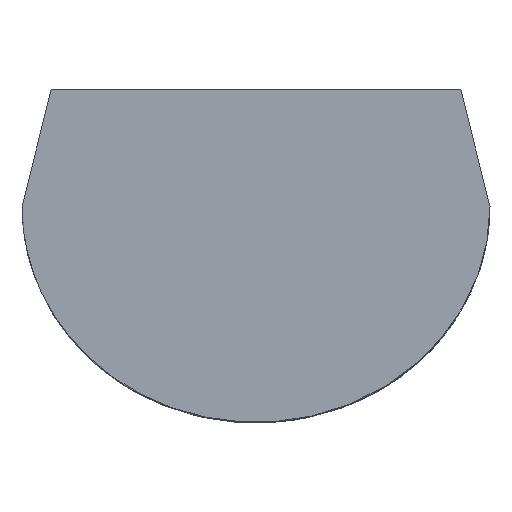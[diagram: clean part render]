
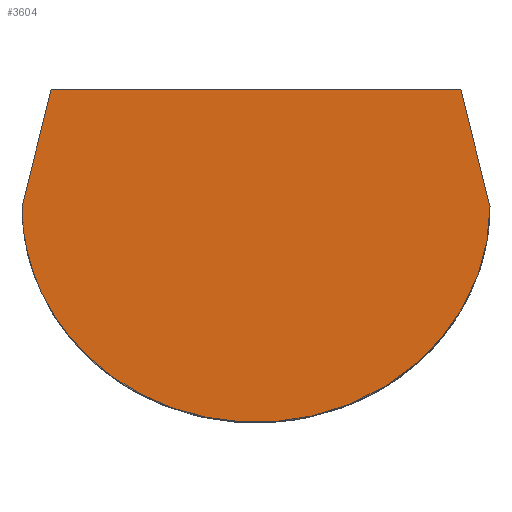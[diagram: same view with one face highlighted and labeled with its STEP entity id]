
A CAD part, top view. The second image highlights one B-rep face of the part: STEP entity #3604.
In plain terms, the highlighted planar face has unit normal (0, 0, 1).
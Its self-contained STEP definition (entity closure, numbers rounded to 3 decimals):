
#17 = VECTOR ( 'NONE', #3855, 1000. ) ;
#145 =( BOUNDED_CURVE ( )  B_SPLINE_CURVE ( 3, ( #3325, #2823, #2312, #1808 ),
 .UNSPECIFIED., .F., .F. ) 
 B_SPLINE_CURVE_WITH_KNOTS ( ( 4, 4 ),
 ( 0., 0.007 ),
 .UNSPECIFIED. ) 
 CURVE ( )  GEOMETRIC_REPRESENTATION_ITEM ( )  RATIONAL_B_SPLINE_CURVE ( ( 1., 0.333, 0.333, 1. ) ) 
 REPRESENTATION_ITEM ( '' )  );
#464 = PLANE ( 'NONE',  #3992 ) ;
#589 = ORIENTED_EDGE ( 'NONE', *, *, #2898, .F. ) ;
#951 = LINE ( 'NONE', #4362, #17 ) ;
#1050 = EDGE_CURVE ( 'NONE', #3005, #4896, #145, .T. ) ;
#1118 = VECTOR ( 'NONE', #3648, 1000. ) ;
#1187 = VECTOR ( 'NONE', #2244, 1000. ) ;
#1209 = VERTEX_POINT ( 'NONE', #3235 ) ;
#1235 = CARTESIAN_POINT ( 'NONE',  ( 2.113, 0.95, 7.37 ) ) ;
#1425 = ORIENTED_EDGE ( 'NONE', *, *, #3955, .T. ) ;
#1808 = CARTESIAN_POINT ( 'NONE',  ( -2.415, -0.25, 7.37 ) ) ;
#1827 = FACE_OUTER_BOUND ( 'NONE', #2079, .T. ) ;
#1993 = CARTESIAN_POINT ( 'NONE',  ( -2.415, -0.25, 7.37 ) ) ;
#2079 = EDGE_LOOP ( 'NONE', ( #589, #2272, #1425, #3434 ) ) ;
#2244 = DIRECTION ( 'NONE',  ( -1., 0., 0. ) ) ;
#2272 = ORIENTED_EDGE ( 'NONE', *, *, #1050, .F. ) ;
#2312 = CARTESIAN_POINT ( 'NONE',  ( -2.415, -4.71, 7.37 ) ) ;
#2489 = EDGE_CURVE ( 'NONE', #2494, #1209, #3248, .T. ) ;
#2494 = VERTEX_POINT ( 'NONE', #1235 ) ;
#2748 = CARTESIAN_POINT ( 'NONE',  ( 0., 0.95, 7.37 ) ) ;
#2823 = CARTESIAN_POINT ( 'NONE',  ( 2.415, -4.71, 7.37 ) ) ;
#2898 = EDGE_CURVE ( 'NONE', #4896, #1209, #4653, .T. ) ;
#3005 = VERTEX_POINT ( 'NONE', #3344 ) ;
#3235 = CARTESIAN_POINT ( 'NONE',  ( -2.113, 0.95, 7.37 ) ) ;
#3248 = LINE ( 'NONE', #2748, #1187 ) ;
#3325 = CARTESIAN_POINT ( 'NONE',  ( 2.415, -0.25, 7.37 ) ) ;
#3344 = CARTESIAN_POINT ( 'NONE',  ( 2.415, -0.25, 7.37 ) ) ;
#3434 = ORIENTED_EDGE ( 'NONE', *, *, #2489, .T. ) ;
#3604 = ADVANCED_FACE ( 'NONE', ( #1827 ), #464, .T. ) ;
#3648 = DIRECTION ( 'NONE',  ( 0.244, 0.97, 0. ) ) ;
#3855 = DIRECTION ( 'NONE',  ( -0.244, 0.97, 0. ) ) ;
#3860 = DIRECTION ( 'NONE',  ( 1., 0., 0. ) ) ;
#3955 = EDGE_CURVE ( 'NONE', #3005, #2494, #951, .T. ) ;
#3992 = AXIS2_PLACEMENT_3D ( 'NONE', #4867, #4367, #3860 ) ;
#4157 = CARTESIAN_POINT ( 'NONE',  ( -2.113, 0.95, 7.37 ) ) ;
#4362 = CARTESIAN_POINT ( 'NONE',  ( 2.415, -0.25, 7.37 ) ) ;
#4367 = DIRECTION ( 'NONE',  ( 0., 0., 1. ) ) ;
#4653 = LINE ( 'NONE', #4157, #1118 ) ;
#4867 = CARTESIAN_POINT ( 'NONE',  ( 0., 0., 7.37 ) ) ;
#4896 = VERTEX_POINT ( 'NONE', #1993 ) ;
